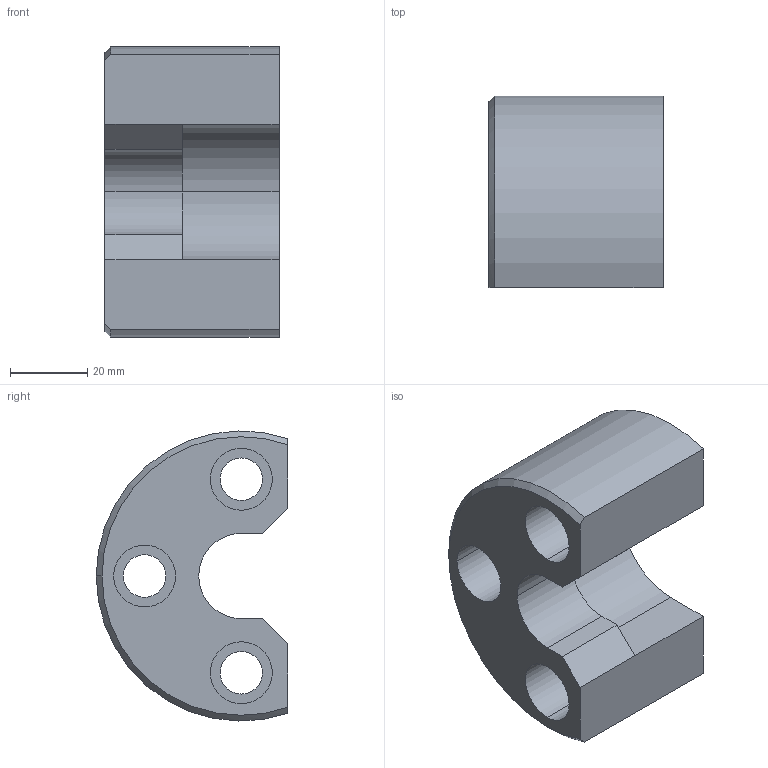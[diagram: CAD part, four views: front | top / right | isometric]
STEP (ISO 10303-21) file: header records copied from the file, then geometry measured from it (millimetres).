
FILE_DESCRIPTION((''),'2;1');
FILE_NAME('EHM149.stp','2000-11-09T08:53:59',(''),(''),'AutoCAD STEP 2000','AutoCAD 2000',', , ');
FILE_SCHEMA(('CONFIG_CONTROL_DESIGN'));
Length unit declared in the file: millimetre
Bounding box: 45 x 49.5 x 74.99 mm (x, y, z)
Volume: 89942.8 mm3; surface area: 21002.1 mm2
Topology: 1 solids, 3 shells, 62 faces, 156 edges, 103 vertices
Faces by surface type: plane 40, cylinder 14, bspline 6, cone 2
Entity records: 2009 total; most frequent: CARTESIAN_POINT 400, ORIENTED_EDGE 312, DIRECTION 306, EDGE_CURVE 156, VECTOR 116, LINE 116, VERTEX_POINT 103, AXIS2_PLACEMENT_3D 95
